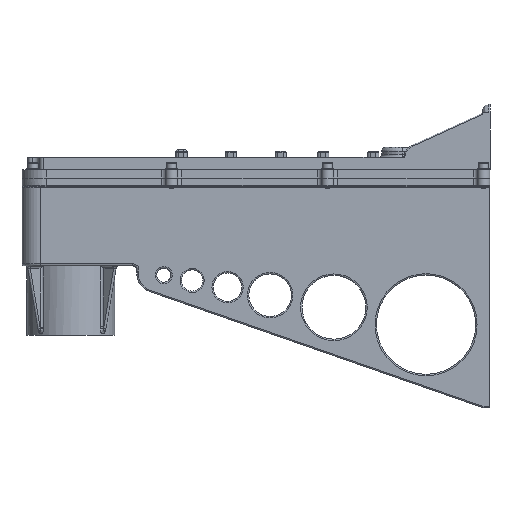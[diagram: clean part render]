
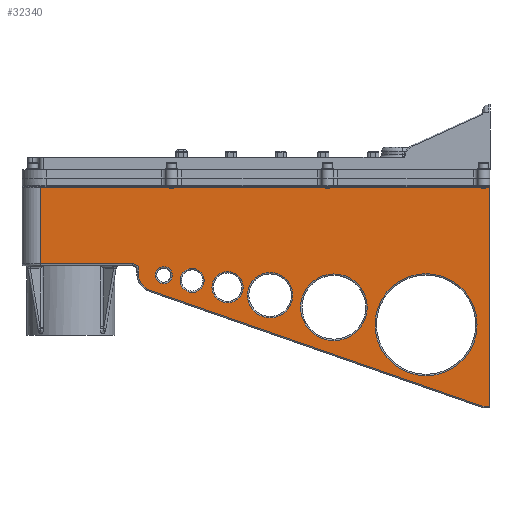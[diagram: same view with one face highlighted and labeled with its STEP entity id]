
A CAD part, left-side view. The second image highlights one B-rep face of the part: STEP entity #32340.
In plain terms, the highlighted face is planar.
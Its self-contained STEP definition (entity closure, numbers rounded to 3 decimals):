
#29538=CARTESIAN_POINT('',(85.,189.5,15.5));
#29539=VERTEX_POINT('',#29538);
#29564=CARTESIAN_POINT('',(85.,124.5,15.5));
#29565=VERTEX_POINT('',#29564);
#29573=CARTESIAN_POINT('',(85.,124.5,15.5));
#29574=DIRECTION('',(0.0,1.0,0.0));
#29575=VECTOR('',#29574,65.);
#29576=LINE('',#29573,#29575);
#29577=EDGE_CURVE('',#29565,#29539,#29576,.T.);
#29758=CARTESIAN_POINT('',(85.,120.5,22.062));
#29759=VERTEX_POINT('',#29758);
#29775=CARTESIAN_POINT('',(85.,124.5,20.0));
#29776=DIRECTION('',(1.0,0.0,0.0));
#29777=DIRECTION('',(0.0,0.0,-1.0));
#29778=AXIS2_PLACEMENT_3D('',#29775,#29776,#29777);
#29779=CIRCLE('',#29778,4.5);
#29780=EDGE_CURVE('',#29759,#29565,#29779,.T.);
#32206=CARTESIAN_POINT('',(85.0,57.5,20.992));
#32207=VERTEX_POINT('',#32206);
#32208=CARTESIAN_POINT('',(85.0,57.5,31.992));
#32209=DIRECTION('',(1.0,0.0,0.0));
#32210=DIRECTION('',(0.0,0.0,1.0));
#32211=AXIS2_PLACEMENT_3D('',#32208,#32209,#32210);
#32212=CIRCLE('',#32211,11.0);
#32213=EDGE_CURVE('',#32207,#32207,#32212,.T.);
#32218=CARTESIAN_POINT('',(85.,-127.5,17.0));
#32219=DIRECTION('',(1.0,0.0,0.0));
#32220=DIRECTION('',(0.0,0.0,-1.0));
#32221=AXIS2_PLACEMENT_3D('',#32218,#32219,#32220);
#32222=PLANE('',#32221);
#32223=ORIENTED_EDGE('',*,*,#29780,.F.);
#32224=CARTESIAN_POINT('',(85.,120.5,22.762));
#32225=VERTEX_POINT('',#32224);
#32226=CARTESIAN_POINT('',(85.,120.5,22.762));
#32227=DIRECTION('',(0.0,0.0,-1.0));
#32228=VECTOR('',#32227,0.701);
#32229=LINE('',#32226,#32228);
#32230=EDGE_CURVE('',#32225,#29759,#32229,.T.);
#32231=ORIENTED_EDGE('',*,*,#32230,.F.);
#32232=CARTESIAN_POINT('',(85.,112.448,34.095));
#32233=VERTEX_POINT('',#32232);
#32234=CARTESIAN_POINT('',(85.,108.5,22.762));
#32235=DIRECTION('',(-1.0,0.,0.));
#32236=DIRECTION('',(0.,0.815,0.579));
#32237=AXIS2_PLACEMENT_3D('',#32234,#32235,#32236);
#32238=CIRCLE('',#32237,12.);
#32239=EDGE_CURVE('',#32233,#32225,#32238,.T.);
#32240=ORIENTED_EDGE('',*,*,#32239,.F.);
#32241=CARTESIAN_POINT('',(85.,-122.669,116.));
#32242=VERTEX_POINT('',#32241);
#32243=CARTESIAN_POINT('',(85.,-122.669,116.));
#32244=DIRECTION('',(0.,0.944,-0.329));
#32245=VECTOR('',#32244,248.975);
#32246=LINE('',#32243,#32245);
#32247=EDGE_CURVE('',#32242,#32233,#32246,.T.);
#32248=ORIENTED_EDGE('',*,*,#32247,.F.);
#32249=CARTESIAN_POINT('',(85.,-127.5,116.));
#32250=VERTEX_POINT('',#32249);
#32251=CARTESIAN_POINT('',(85.,-127.5,116.0));
#32252=DIRECTION('',(0.0,1.0,0.0));
#32253=VECTOR('',#32252,4.831);
#32254=LINE('',#32251,#32253);
#32255=EDGE_CURVE('',#32250,#32242,#32254,.T.);
#32256=ORIENTED_EDGE('',*,*,#32255,.F.);
#32257=CARTESIAN_POINT('',(85.,-127.5,-38.5));
#32258=VERTEX_POINT('',#32257);
#32259=CARTESIAN_POINT('',(85.,-127.5,116.));
#32260=DIRECTION('',(0.0,0.0,-1.0));
#32261=VECTOR('',#32260,154.5);
#32262=LINE('',#32259,#32261);
#32263=EDGE_CURVE('',#32250,#32258,#32262,.T.);
#32264=ORIENTED_EDGE('',*,*,#32263,.T.);
#32265=CARTESIAN_POINT('',(85.,189.5,-38.5));
#32266=VERTEX_POINT('',#32265);
#32267=CARTESIAN_POINT('',(85.,189.5,-38.5));
#32268=DIRECTION('',(0.0,-1.0,0.0));
#32269=VECTOR('',#32268,317.0);
#32270=LINE('',#32267,#32269);
#32271=EDGE_CURVE('',#32266,#32258,#32270,.T.);
#32272=ORIENTED_EDGE('',*,*,#32271,.F.);
#32273=CARTESIAN_POINT('',(85.,189.5,15.5));
#32274=DIRECTION('',(0.0,0.0,-1.0));
#32275=VECTOR('',#32274,54.);
#32276=LINE('',#32273,#32275);
#32277=EDGE_CURVE('',#29539,#32266,#32276,.T.);
#32278=ORIENTED_EDGE('',*,*,#32277,.F.);
#32279=ORIENTED_EDGE('',*,*,#29577,.F.);
#32280=EDGE_LOOP('',(#32223,#32231,#32240,#32248,#32256,#32264,#32272,#32278,#32279));
#32281=FACE_OUTER_BOUND('',#32280,.T.);
#32282=CARTESIAN_POINT('',(85.0,27.5,21.669));
#32283=VERTEX_POINT('',#32282);
#32284=CARTESIAN_POINT('',(85.0,27.5,37.669));
#32285=DIRECTION('',(1.0,0.0,0.0));
#32286=DIRECTION('',(0.0,0.0,1.0));
#32287=AXIS2_PLACEMENT_3D('',#32284,#32285,#32286);
#32288=CIRCLE('',#32287,16.0);
#32289=EDGE_CURVE('',#32283,#32283,#32288,.T.);
#32290=ORIENTED_EDGE('',*,*,#32289,.F.);
#32291=EDGE_LOOP('',(#32290));
#32292=FACE_BOUND('',#32291,.T.);
#32293=CARTESIAN_POINT('',(85.,-17.5,22.684));
#32294=VERTEX_POINT('',#32293);
#32295=CARTESIAN_POINT('',(85.,-17.5,46.184));
#32296=DIRECTION('',(1.0,0.0,0.0));
#32297=DIRECTION('',(0.0,0.0,1.0));
#32298=AXIS2_PLACEMENT_3D('',#32295,#32296,#32297);
#32299=CIRCLE('',#32298,23.5);
#32300=EDGE_CURVE('',#32294,#32294,#32299,.T.);
#32301=ORIENTED_EDGE('',*,*,#32300,.F.);
#32302=EDGE_LOOP('',(#32301));
#32303=FACE_BOUND('',#32302,.T.);
#32304=CARTESIAN_POINT('',(85.,-82.5,22.485));
#32305=VERTEX_POINT('',#32304);
#32306=CARTESIAN_POINT('',(85.,-82.5,58.485));
#32307=DIRECTION('',(1.0,0.0,0.0));
#32308=DIRECTION('',(0.0,0.0,1.0));
#32309=AXIS2_PLACEMENT_3D('',#32306,#32307,#32308);
#32310=CIRCLE('',#32309,36.0);
#32311=EDGE_CURVE('',#32305,#32305,#32310,.T.);
#32312=ORIENTED_EDGE('',*,*,#32311,.F.);
#32313=EDGE_LOOP('',(#32312));
#32314=FACE_BOUND('',#32313,.T.);
#32315=CARTESIAN_POINT('',(85.,102.5,17.477));
#32316=VERTEX_POINT('',#32315);
#32317=CARTESIAN_POINT('',(85.,102.5,23.477));
#32318=DIRECTION('',(1.0,0.0,0.0));
#32319=DIRECTION('',(0.0,0.0,1.0));
#32320=AXIS2_PLACEMENT_3D('',#32317,#32318,#32319);
#32321=CIRCLE('',#32320,6.0);
#32322=EDGE_CURVE('',#32316,#32316,#32321,.T.);
#32323=ORIENTED_EDGE('',*,*,#32322,.F.);
#32324=EDGE_LOOP('',(#32323));
#32325=FACE_BOUND('',#32324,.T.);
#32326=CARTESIAN_POINT('',(85.,82.5,18.761));
#32327=VERTEX_POINT('',#32326);
#32328=CARTESIAN_POINT('',(85.,82.5,27.261));
#32329=DIRECTION('',(1.0,0.0,0.0));
#32330=DIRECTION('',(0.0,0.0,1.0));
#32331=AXIS2_PLACEMENT_3D('',#32328,#32329,#32330);
#32332=CIRCLE('',#32331,8.5);
#32333=EDGE_CURVE('',#32327,#32327,#32332,.T.);
#32334=ORIENTED_EDGE('',*,*,#32333,.F.);
#32335=EDGE_LOOP('',(#32334));
#32336=FACE_BOUND('',#32335,.T.);
#32337=ORIENTED_EDGE('',*,*,#32213,.F.);
#32338=EDGE_LOOP('',(#32337));
#32339=FACE_BOUND('',#32338,.T.);
#32340=ADVANCED_FACE('',(#32281,#32292,#32303,#32314,#32325,#32336,#32339),#32222,.T.);
